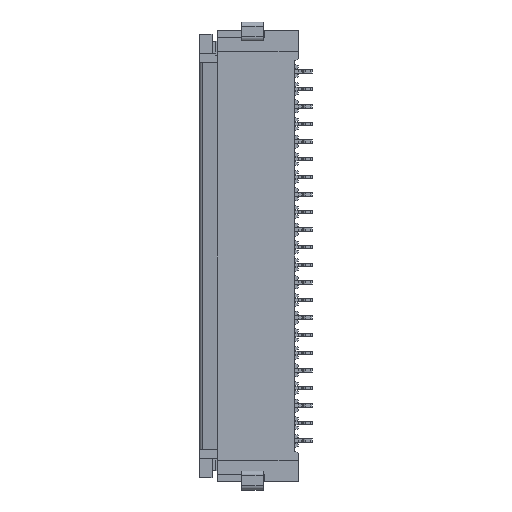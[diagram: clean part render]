
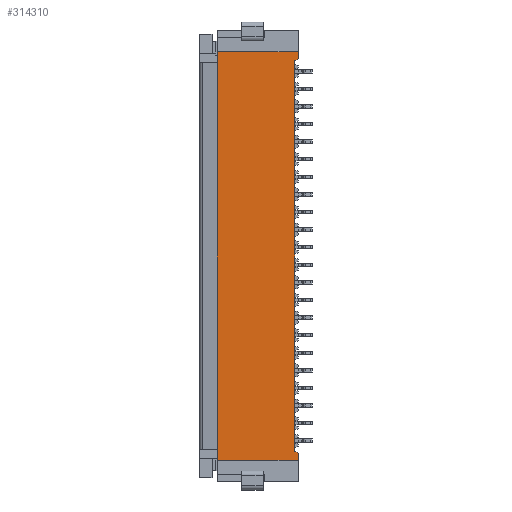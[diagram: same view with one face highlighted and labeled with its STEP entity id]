
A CAD part, left-side view. The second image highlights one B-rep face of the part: STEP entity #314310.
In plain terms, the highlighted planar face has unit normal (-1, 0, 0).
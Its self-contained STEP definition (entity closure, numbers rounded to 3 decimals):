
#31760=CARTESIAN_POINT('',(-2.015,-3.591,19.658))
;
#31770=VERTEX_POINT('',#31760);
#31800=CARTESIAN_POINT('',(-2.015,-3.591,21.105));
#31810=DIRECTION('',(0.,0.,-1.));
#31820=VECTOR('',#31810,1.);
#31830=LINE('',#31800,#31820);
#31840=CARTESIAN_POINT('',(-2.015,-3.591,20.058))
;
#31850=VERTEX_POINT('',#31840);
#31860=EDGE_CURVE('',#31850,#31770,#31830,.T.);
#35940=CARTESIAN_POINT('',(-2.015,-3.391,19.555));
#35950=VERTEX_POINT('',#35940);
#35980=CARTESIAN_POINT('',(-2.015,0.,17.817));
#35990=DIRECTION('',(0.,0.89,-0.456));
#36000=VECTOR('',#35990,1.);
#36010=LINE('',#35980,#36000);
#36020=EDGE_CURVE('',#31770,#35950,#36010,.T.);
#50930=CARTESIAN_POINT('',(-2.015,1.009,20.058));
#50940=DIRECTION('',(0.,-1.,0.));
#50950=VECTOR('',#50940,1.);
#50960=LINE('',#50930,#50950);
#50970=CARTESIAN_POINT('',(-2.015,1.009,20.058));
#50980=VERTEX_POINT('',#50970);
#50990=EDGE_CURVE('',#50980,#31850,#50960,.T.);
#98600=CARTESIAN_POINT('',(-2.015,1.009,16.325));
#98610=DIRECTION('',(0.,0.,1.));
#98620=VECTOR('',#98610,1.);
#98630=LINE('',#98600,#98620);
#98640=CARTESIAN_POINT('',(-2.015,1.009,-3.143));
#98650=VERTEX_POINT('',#98640);
#98660=EDGE_CURVE('',#98650,#50980,#98630,.T.);
#98860=CARTESIAN_POINT('',(-2.015,1.009,-3.143));
#98870=DIRECTION('',(0.,-1.,0.));
#98880=VECTOR('',#98870,1.);
#98890=LINE('',#98860,#98880);
#98900=CARTESIAN_POINT('',(-2.015,-3.591,-3.143));
#98910=VERTEX_POINT('',#98900);
#98920=EDGE_CURVE('',#98650,#98910,#98890,.T.);
#100700=CARTESIAN_POINT('',(-2.015,-3.391,19.555))
;
#100710=DIRECTION('',(0.,0.,-1.));
#100720=VECTOR('',#100710,1.);
#100730=LINE('',#100700,#100720);
#100740=CARTESIAN_POINT('',(-2.015,-3.391,-2.64));
#100750=VERTEX_POINT('',#100740);
#100760=EDGE_CURVE('',#35950,#100750,#100730,.T.);
#313870=CARTESIAN_POINT('',(-2.015,-3.591,-4.19));
#313880=DIRECTION('',(0.,0.,1.));
#313890=VECTOR('',#313880,1.);
#313900=LINE('',#313870,#313890);
#313910=CARTESIAN_POINT('',(-2.015,-3.591,-2.743))
;
#313920=VERTEX_POINT('',#313910);
#313930=EDGE_CURVE('',#98910,#313920,#313900,.T.);
#314110=CARTESIAN_POINT('',(-2.015,-3.341,23.555));
#314120=DIRECTION('',(-1.,0.,0.));
#314130=DIRECTION('',(0.,-1.,0.));
#314140=AXIS2_PLACEMENT_3D('',#314110,#314120,#314130);
#314150=PLANE('',#314140);
#314160=ORIENTED_EDGE('',*,*,#100760,.F.);
#314170=CARTESIAN_POINT('',(-2.015,0.,-0.902));
#314180=DIRECTION('',(0.,-0.89,-0.456));
#314190=VECTOR('',#314180,1.);
#314200=LINE('',#314170,#314190);
#314210=EDGE_CURVE('',#100750,#313920,#314200,.T.);
#314220=ORIENTED_EDGE('',*,*,#314210,.F.);
#314230=ORIENTED_EDGE('',*,*,#313930,.T.);
#314240=ORIENTED_EDGE('',*,*,#98920,.T.);
#314250=ORIENTED_EDGE('',*,*,#98660,.F.);
#314260=ORIENTED_EDGE('',*,*,#50990,.F.);
#314270=ORIENTED_EDGE('',*,*,#31860,.F.);
#314280=ORIENTED_EDGE('',*,*,#36020,.F.);
#314290=EDGE_LOOP('',(#314280,#314270,#314260,#314250,#314240,#314230,
#314220,#314160));
#314300=FACE_OUTER_BOUND('',#314290,.T.);
#314310=ADVANCED_FACE('',(#314300),#314150,.T.);
